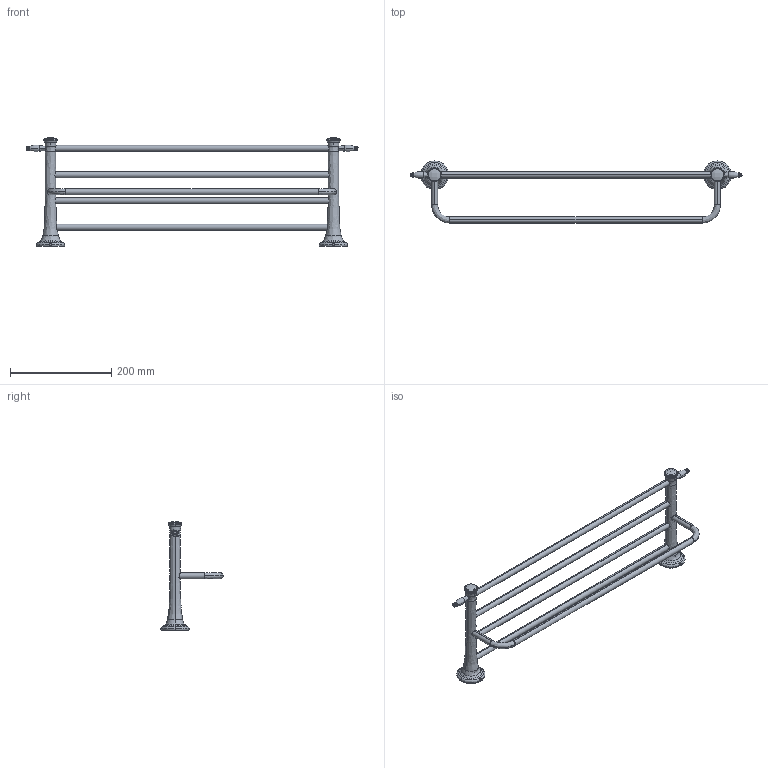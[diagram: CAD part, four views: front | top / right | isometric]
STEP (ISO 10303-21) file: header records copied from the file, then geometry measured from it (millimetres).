
FILE_DESCRIPTION (( 'STEP AP203' ), '1' );
FILE_NAME ('ARE35.stp', '2021-05-14T05:15:11', ( '' ), ( '' ), 'SwSTEP 2.0', 'SolidWorks 2021', '' );
FILE_SCHEMA (( 'CONFIG_CONTROL_DESIGN' ));
Length unit declared in the file: millimetre
Products named in the file (13): P5662000_2; P565040; P566240; 5X12; P5662100_2; P235020; ARE35; P5662100; P925220; P565030_2; 5X12_2; P565030; P5662000
Assembly tree (21 placements, depth 2):
  ARE35
    P925220  x4
    P5662000_2
    P5662000
    P5662100
    P5662100_2
    P566240
    P565030  x2
    P565030_2  x2
    P565040  x2
    5X12_2  x2
    5X12  x2
    P235020  x2
Bounding box: 657.26 x 122.97 x 215.13 mm (x, y, z)
Volume: 162350 mm3; surface area: 288851.5 mm2
Topology: 15 solids, 21 shells, 586 faces, 1522 edges, 958 vertices
Faces by surface type: cylinder 260, bspline 160, plane 136, cone 18, torus 12
Entity records: 22472 total; most frequent: CARTESIAN_POINT 12280, ORIENTED_EDGE 2000, DIRECTION 1533, EDGE_CURVE 1008, VERTEX_POINT 641, AXIS2_PLACEMENT_3D 594, EDGE_LOOP 405, FACE_OUTER_BOUND 378
